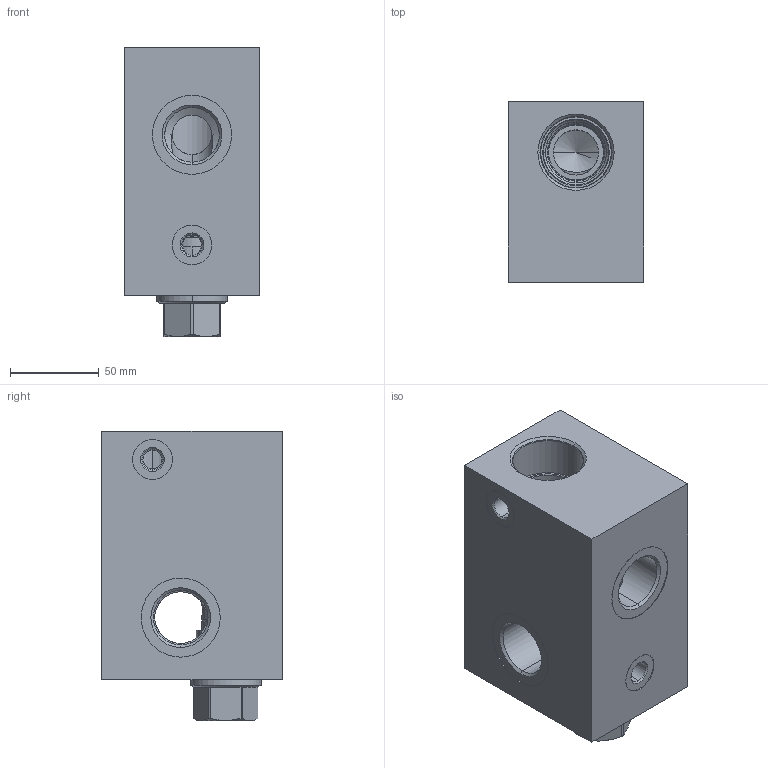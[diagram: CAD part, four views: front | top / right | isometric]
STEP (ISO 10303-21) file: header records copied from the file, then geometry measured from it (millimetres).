
FILE_DESCRIPTION((''),'2;1');
FILE_NAME('H7X_ASM','2022-04-26T',('ProEService'),(''),'PRO/ENGINEER BY PARAMETRIC TECHNOLOGY CORPORATION, 2014200','PRO/ENGINEER BY PARAMETRIC TECHNOLOGY CORPORATION, 2014200','');
FILE_SCHEMA(('CONFIG_CONTROL_DESIGN'));
Length unit declared in the file: inch
Products named in the file (3): 151-040-008; CXHAXCN; H7X_ASM
Assembly tree (2 placements, depth 2):
  H7X_ASM
    151-040-008
    CXHAXCN
Bounding box: 76.2 x 101.6 x 162.74 mm (x, y, z)
Volume: 899170.5 mm3; surface area: 108859.6 mm2
Topology: 3 solids, 4 shells, 308 faces, 936 edges, 746 vertices
Faces by surface type: cylinder 146, cone 79, plane 45, torus 32, revolution 6
Entity records: 12347 total; most frequent: CARTESIAN_POINT 4086, DIRECTION 1771, ORIENTED_EDGE 1424, EDGE_CURVE 712, AXIS2_PLACEMENT_3D 656, VECTOR 453, LINE 453, VERTEX_POINT 430
